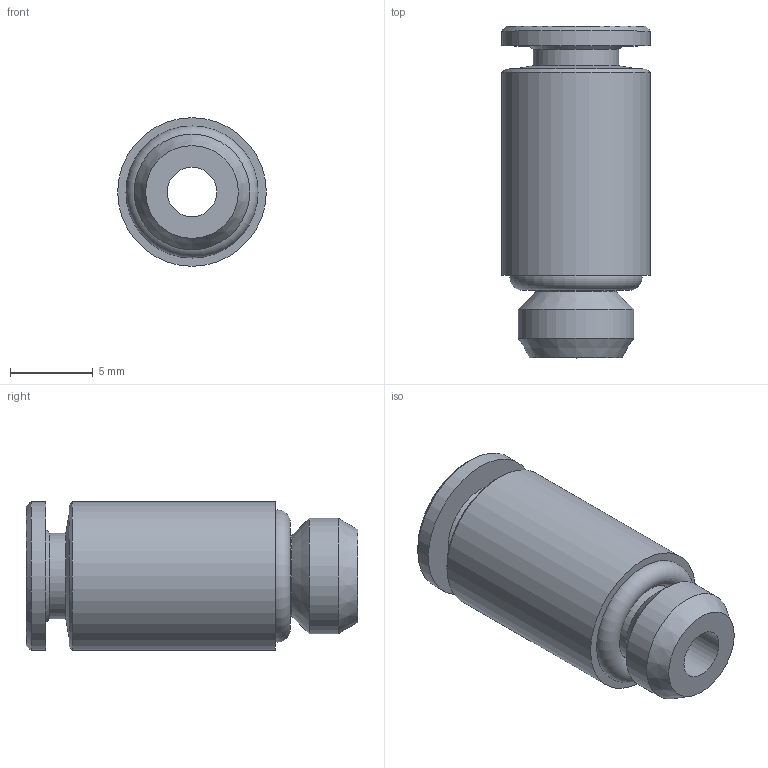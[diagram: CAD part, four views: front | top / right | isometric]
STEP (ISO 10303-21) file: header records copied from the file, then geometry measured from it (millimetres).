
FILE_DESCRIPTION(/* description */ ('STEP AP214'),/* implementation_level */ '2;1');
FILE_NAME(/* name */ 'A0020H10',/* time_stamp */ '2023-04-06T13:38:51+02:00',/* author */ ('License CC BY-ND 4.0'),/* organization */ ('CADENAS'),/* preprocessor_version */ 'ST-DEVELOPER v19.3',/* originating_system */ 'PARTsolutions',/* authorisation */ ' ');
FILE_SCHEMA (('AUTOMOTIVE_DESIGN {1 0 10303 214 3 1 1}'));
Length unit declared in the file: millimetre
Products named in the file (1): A0020H10
Bounding box: 9 x 20.1 x 9 mm (x, y, z)
Volume: 846.2 mm3; surface area: 964.1 mm2
Topology: 1 solids, 1 shells, 34 faces, 70 edges, 42 vertices
Faces by surface type: plane 18, cone 8, cylinder 7, torus 1
Full cylindrical faces by diameter (mm): 3 x1, 4.15 x1, 4.9 x1, 5.2 x1, 7 x1, 9 x2
Entity records: 1060 total; most frequent: CARTESIAN_POINT 149, DIRECTION 142, ORIENTED_EDGE 102, AXIS2_PLACEMENT_3D 62, EDGE_LOOP 56, FACE_BOUND 56, EDGE_CURVE 51, VERTEX_POINT 39
